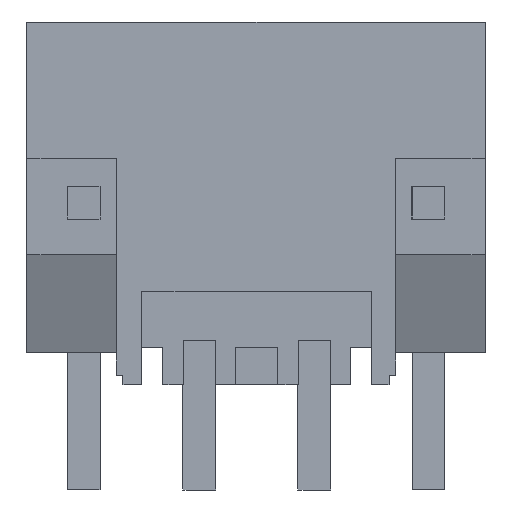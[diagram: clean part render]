
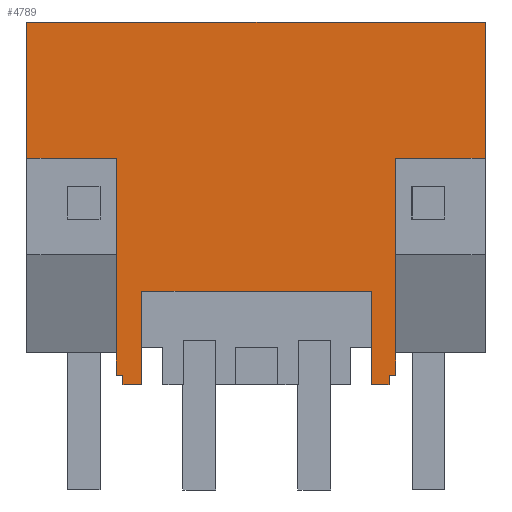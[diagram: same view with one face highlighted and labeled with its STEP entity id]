
A CAD part, front view. The second image highlights one B-rep face of the part: STEP entity #4789.
In plain terms, the highlighted planar face has unit normal (0, -1, 0).
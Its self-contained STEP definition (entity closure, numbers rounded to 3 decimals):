
#4759=AXIS2_PLACEMENT_3D('Plane Axis2P3D',#4756,#4757,#4758) ;
#1476=CARTESIAN_POINT('Line Origine',(3.5,0.,4.625)) ;
#1480=CARTESIAN_POINT('Vertex',(3.5,0.,3.2)) ;
#1482=CARTESIAN_POINT('Vertex',(3.5,0.,6.05)) ;
#1509=CARTESIAN_POINT('Vertex',(2.925,0.,3.2)) ;
#1512=CARTESIAN_POINT('Line Origine',(3.213,0.,3.2)) ;
#1530=CARTESIAN_POINT('Line Origine',(2.925,0.,3.35)) ;
#1534=CARTESIAN_POINT('Vertex',(2.925,0.,3.5)) ;
#1555=CARTESIAN_POINT('Line Origine',(2.825,0.,3.5)) ;
#1559=CARTESIAN_POINT('Vertex',(2.725,0.,3.5)) ;
#1580=CARTESIAN_POINT('Line Origine',(2.725,0.,6.8)) ;
#1584=CARTESIAN_POINT('Vertex',(2.725,0.,10.1)) ;
#1858=CARTESIAN_POINT('Vertex',(0.,0.,10.1)) ;
#1861=CARTESIAN_POINT('Line Origine',(0.,0.,12.175)) ;
#1865=CARTESIAN_POINT('Vertex',(0.,0.,14.25)) ;
#1961=CARTESIAN_POINT('Line Origine',(6.975,0.,14.25)) ;
#1965=CARTESIAN_POINT('Vertex',(13.95,0.,14.25)) ;
#2942=CARTESIAN_POINT('Line Origine',(13.95,0.,12.175)) ;
#2946=CARTESIAN_POINT('Vertex',(13.95,0.,10.1)) ;
#3214=CARTESIAN_POINT('Vertex',(11.225,0.,10.1)) ;
#3217=CARTESIAN_POINT('Line Origine',(11.225,0.,6.8)) ;
#3221=CARTESIAN_POINT('Vertex',(11.225,0.,3.5)) ;
#3245=CARTESIAN_POINT('Line Origine',(11.125,0.,3.5)) ;
#3249=CARTESIAN_POINT('Vertex',(11.025,0.,3.5)) ;
#3270=CARTESIAN_POINT('Line Origine',(11.025,0.,3.35)) ;
#3274=CARTESIAN_POINT('Vertex',(11.025,0.,3.2)) ;
#3290=CARTESIAN_POINT('Line Origine',(10.763,0.,3.2)) ;
#3294=CARTESIAN_POINT('Vertex',(10.5,0.,3.2)) ;
#3315=CARTESIAN_POINT('Line Origine',(10.5,0.,4.625)) ;
#3319=CARTESIAN_POINT('Vertex',(10.5,0.,6.05)) ;
#4336=CARTESIAN_POINT('Line Origine',(7.,0.,6.05)) ;
#4756=CARTESIAN_POINT('Axis2P3D Location',(0.,0.,3.2)) ;
#4761=CARTESIAN_POINT('Line Origine',(1.362,0.,10.1)) ;
#4766=CARTESIAN_POINT('Line Origine',(12.587,0.,10.1)) ;
#1477=DIRECTION('Vector Direction',(0.,0.,1.)) ;
#1513=DIRECTION('Vector Direction',(1.,0.,0.)) ;
#1531=DIRECTION('Vector Direction',(0.,0.,-1.)) ;
#1556=DIRECTION('Vector Direction',(1.,0.,0.)) ;
#1581=DIRECTION('Vector Direction',(0.,0.,-1.)) ;
#1862=DIRECTION('Vector Direction',(0.,0.,1.)) ;
#1962=DIRECTION('Vector Direction',(1.,0.,0.)) ;
#2943=DIRECTION('Vector Direction',(0.,0.,1.)) ;
#3218=DIRECTION('Vector Direction',(0.,0.,-1.)) ;
#3246=DIRECTION('Vector Direction',(1.,0.,0.)) ;
#3271=DIRECTION('Vector Direction',(0.,0.,-1.)) ;
#3291=DIRECTION('Vector Direction',(1.,0.,0.)) ;
#3316=DIRECTION('Vector Direction',(0.,0.,1.)) ;
#4337=DIRECTION('Vector Direction',(1.,0.,0.)) ;
#4757=DIRECTION('Axis2P3D Direction',(0.,1.,0.)) ;
#4758=DIRECTION('Axis2P3D XDirection',(0.,0.,1.)) ;
#4762=DIRECTION('Vector Direction',(1.,0.,0.)) ;
#4767=DIRECTION('Vector Direction',(1.,0.,0.)) ;
#1478=VECTOR('Line Direction',#1477,1.) ;
#1514=VECTOR('Line Direction',#1513,1.) ;
#1532=VECTOR('Line Direction',#1531,1.) ;
#1557=VECTOR('Line Direction',#1556,1.) ;
#1582=VECTOR('Line Direction',#1581,1.) ;
#1863=VECTOR('Line Direction',#1862,1.) ;
#1963=VECTOR('Line Direction',#1962,1.) ;
#2944=VECTOR('Line Direction',#2943,1.) ;
#3219=VECTOR('Line Direction',#3218,1.) ;
#3247=VECTOR('Line Direction',#3246,1.) ;
#3272=VECTOR('Line Direction',#3271,1.) ;
#3292=VECTOR('Line Direction',#3291,1.) ;
#3317=VECTOR('Line Direction',#3316,1.) ;
#4338=VECTOR('Line Direction',#4337,1.) ;
#4763=VECTOR('Line Direction',#4762,1.) ;
#4768=VECTOR('Line Direction',#4767,1.) ;
#4772=ORIENTED_EDGE('',*,*,#1967,.F.) ;
#4773=ORIENTED_EDGE('',*,*,#1867,.T.) ;
#4774=ORIENTED_EDGE('',*,*,#4765,.T.) ;
#4775=ORIENTED_EDGE('',*,*,#1586,.T.) ;
#4776=ORIENTED_EDGE('',*,*,#1561,.F.) ;
#4777=ORIENTED_EDGE('',*,*,#1536,.F.) ;
#4778=ORIENTED_EDGE('',*,*,#1516,.T.) ;
#4779=ORIENTED_EDGE('',*,*,#1484,.T.) ;
#4780=ORIENTED_EDGE('',*,*,#4340,.F.) ;
#4781=ORIENTED_EDGE('',*,*,#3321,.F.) ;
#4782=ORIENTED_EDGE('',*,*,#3296,.T.) ;
#4783=ORIENTED_EDGE('',*,*,#3276,.T.) ;
#4784=ORIENTED_EDGE('',*,*,#3251,.T.) ;
#4785=ORIENTED_EDGE('',*,*,#3223,.F.) ;
#4786=ORIENTED_EDGE('',*,*,#4770,.F.) ;
#4787=ORIENTED_EDGE('',*,*,#2948,.F.) ;
#4789=ADVANCED_FACE('HOUSING',(#4788),#4760,.F.) ;
#1484=EDGE_CURVE('',#1481,#1483,#1479,.T.) ;
#1516=EDGE_CURVE('',#1510,#1481,#1515,.T.) ;
#1536=EDGE_CURVE('',#1510,#1535,#1533,.F.) ;
#1561=EDGE_CURVE('',#1535,#1560,#1558,.F.) ;
#1586=EDGE_CURVE('',#1585,#1560,#1583,.T.) ;
#1867=EDGE_CURVE('',#1866,#1859,#1864,.F.) ;
#1967=EDGE_CURVE('',#1866,#1966,#1964,.T.) ;
#2948=EDGE_CURVE('',#1966,#2947,#2945,.F.) ;
#3223=EDGE_CURVE('',#3215,#3222,#3220,.T.) ;
#3251=EDGE_CURVE('',#3250,#3222,#3248,.T.) ;
#3276=EDGE_CURVE('',#3275,#3250,#3273,.F.) ;
#3296=EDGE_CURVE('',#3295,#3275,#3293,.T.) ;
#3321=EDGE_CURVE('',#3295,#3320,#3318,.T.) ;
#4340=EDGE_CURVE('',#3320,#1483,#4339,.F.) ;
#4765=EDGE_CURVE('',#1859,#1585,#4764,.T.) ;
#4770=EDGE_CURVE('',#2947,#3215,#4769,.F.) ;
#4771=EDGE_LOOP('',(#4772,#4773,#4774,#4775,#4776,#4777,#4778,#4779,#4780,#4781,#4782,#4783,#4784,#4785,#4786,#4787)) ;
#4788=FACE_OUTER_BOUND('',#4771,.T.) ;
#1479=LINE('Line',#1476,#1478) ;
#1515=LINE('Line',#1512,#1514) ;
#1533=LINE('Line',#1530,#1532) ;
#1558=LINE('Line',#1555,#1557) ;
#1583=LINE('Line',#1580,#1582) ;
#1864=LINE('Line',#1861,#1863) ;
#1964=LINE('Line',#1961,#1963) ;
#2945=LINE('Line',#2942,#2944) ;
#3220=LINE('Line',#3217,#3219) ;
#3248=LINE('Line',#3245,#3247) ;
#3273=LINE('Line',#3270,#3272) ;
#3293=LINE('Line',#3290,#3292) ;
#3318=LINE('Line',#3315,#3317) ;
#4339=LINE('Line',#4336,#4338) ;
#4764=LINE('Line',#4761,#4763) ;
#4769=LINE('Line',#4766,#4768) ;
#4760=PLANE('',#4759) ;
#1481=VERTEX_POINT('',#1480) ;
#1483=VERTEX_POINT('',#1482) ;
#1510=VERTEX_POINT('',#1509) ;
#1535=VERTEX_POINT('',#1534) ;
#1560=VERTEX_POINT('',#1559) ;
#1585=VERTEX_POINT('',#1584) ;
#1859=VERTEX_POINT('',#1858) ;
#1866=VERTEX_POINT('',#1865) ;
#1966=VERTEX_POINT('',#1965) ;
#2947=VERTEX_POINT('',#2946) ;
#3215=VERTEX_POINT('',#3214) ;
#3222=VERTEX_POINT('',#3221) ;
#3250=VERTEX_POINT('',#3249) ;
#3275=VERTEX_POINT('',#3274) ;
#3295=VERTEX_POINT('',#3294) ;
#3320=VERTEX_POINT('',#3319) ;
